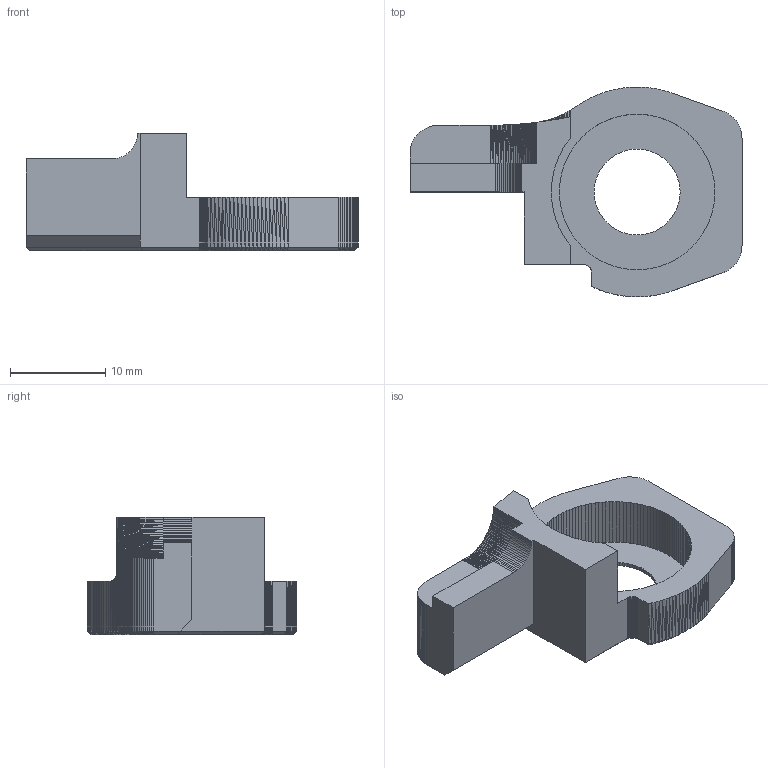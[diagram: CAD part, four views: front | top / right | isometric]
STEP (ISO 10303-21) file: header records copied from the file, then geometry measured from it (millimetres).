
FILE_DESCRIPTION(('FreeCAD Model'),'2;1');
FILE_NAME('Open CASCADE Shape Model','2022-08-09T21:23:58',('Author'),( ''),'Open CASCADE STEP processor 7.5','FreeCAD','Unknown');
FILE_SCHEMA(('AUTOMOTIVE_DESIGN { 1 0 10303 214 1 1 1 1 }'));
Products named in the file (1): _a__625_Bearing_Holder_A_R_2x_Rev1001001
Bounding box: 34.83 x 22 x 12.35 mm (x, y, z)
Surface area: 2060 mm2 (no closed solid volume)
Topology: 0 solids, 1 shells, 1350 faces, 2683 edges, 1336 vertices
Faces by surface type: plane 1350
Entity records: 67168 total; most frequent: DIRECTION 10751, CARTESIAN_POINT 10736, LINE 8049, VECTOR 8049, ORIENTED_EDGE 5366, PCURVE 5366, DEFINITIONAL_REPRESENTATION 5366, EDGE_CURVE 2683
